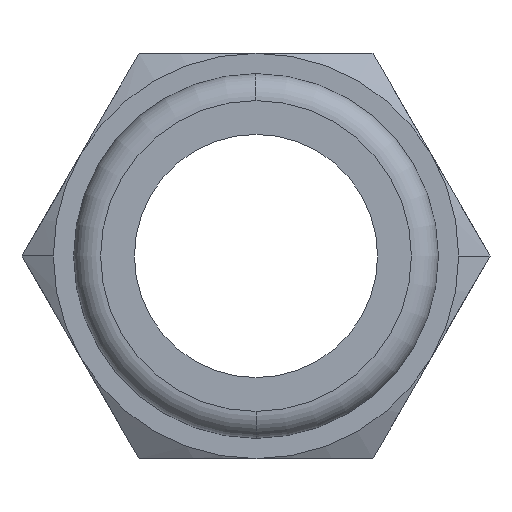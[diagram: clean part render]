
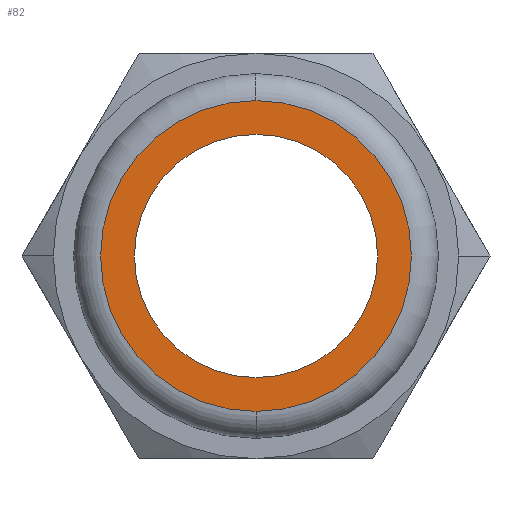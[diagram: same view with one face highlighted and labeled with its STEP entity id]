
A CAD part, front view. The second image highlights one B-rep face of the part: STEP entity #82.
In plain terms, the highlighted planar face has unit normal (0, -1, 0).
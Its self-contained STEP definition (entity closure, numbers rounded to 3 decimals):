
#82=ADVANCED_FACE('',(#190,#191),#192,.T.);
#190=FACE_BOUND('',#321,.T.);
#191=FACE_OUTER_BOUND('',#322,.T.);
#192=PLANE('',#323);
#321=EDGE_LOOP('',(#495,#496));
#322=EDGE_LOOP('',(#497,#498,#499));
#323=AXIS2_PLACEMENT_3D('',#500,#501,#502);
#495=ORIENTED_EDGE('',*,*,#767,.T.);
#496=ORIENTED_EDGE('',*,*,#797,.T.);
#497=ORIENTED_EDGE('',*,*,#798,.F.);
#498=ORIENTED_EDGE('',*,*,#799,.F.);
#499=ORIENTED_EDGE('',*,*,#800,.F.);
#500=CARTESIAN_POINT('',(2.875,0.0,0.0));
#501=DIRECTION('',(-0.0,-1.0,-0.0));
#502=DIRECTION('',(-1.0,0.0,0.0));
#767=EDGE_CURVE('',#907,#905,#908,.T.);
#797=EDGE_CURVE('',#905,#907,#956,.T.);
#798=EDGE_CURVE('',#957,#958,#959,.T.);
#799=EDGE_CURVE('',#960,#957,#961,.T.);
#800=EDGE_CURVE('',#958,#960,#962,.T.);
#905=VERTEX_POINT('',#1089);
#907=VERTEX_POINT('',#1092);
#908=CIRCLE('',#1093,4.5);
#956=CIRCLE('',#1174,4.5);
#957=VERTEX_POINT('',#1175);
#958=VERTEX_POINT('',#1176);
#959=CIRCLE('',#1177,5.75);
#960=VERTEX_POINT('',#1178);
#961=CIRCLE('',#1179,5.75);
#962=CIRCLE('',#1180,5.75);
#1089=CARTESIAN_POINT('',(4.5,0.0,0.));
#1092=CARTESIAN_POINT('',(-4.5,0.0,0.));
#1093=AXIS2_PLACEMENT_3D('',#1424,#1425,#1426);
#1174=AXIS2_PLACEMENT_3D('',#1468,#1469,#1470);
#1175=CARTESIAN_POINT('',(5.75,0.0,0.0));
#1176=CARTESIAN_POINT('',(0.,0.0,-5.75));
#1177=AXIS2_PLACEMENT_3D('',#1471,#1472,#1473);
#1178=CARTESIAN_POINT('',(0.,0.0,5.75));
#1179=AXIS2_PLACEMENT_3D('',#1474,#1475,#1476);
#1180=AXIS2_PLACEMENT_3D('',#1477,#1478,#1479);
#1424=CARTESIAN_POINT('',(0.0,0.0,0.0));
#1425=DIRECTION('',(-0.0,1.0,0.0));
#1426=DIRECTION('',(1.0,0.0,0.0));
#1468=CARTESIAN_POINT('',(0.0,0.0,0.0));
#1469=DIRECTION('',(-0.0,1.0,0.0));
#1470=DIRECTION('',(1.0,0.0,0.0));
#1471=CARTESIAN_POINT('',(0.0,0.0,0.0));
#1472=DIRECTION('',(-0.0,1.0,0.0));
#1473=DIRECTION('',(1.0,0.0,0.0));
#1474=CARTESIAN_POINT('',(0.0,0.0,0.0));
#1475=DIRECTION('',(-0.0,1.0,0.0));
#1476=DIRECTION('',(1.0,0.0,0.0));
#1477=CARTESIAN_POINT('',(0.0,0.0,0.0));
#1478=DIRECTION('',(-0.0,1.0,0.0));
#1479=DIRECTION('',(1.0,0.0,0.0));
